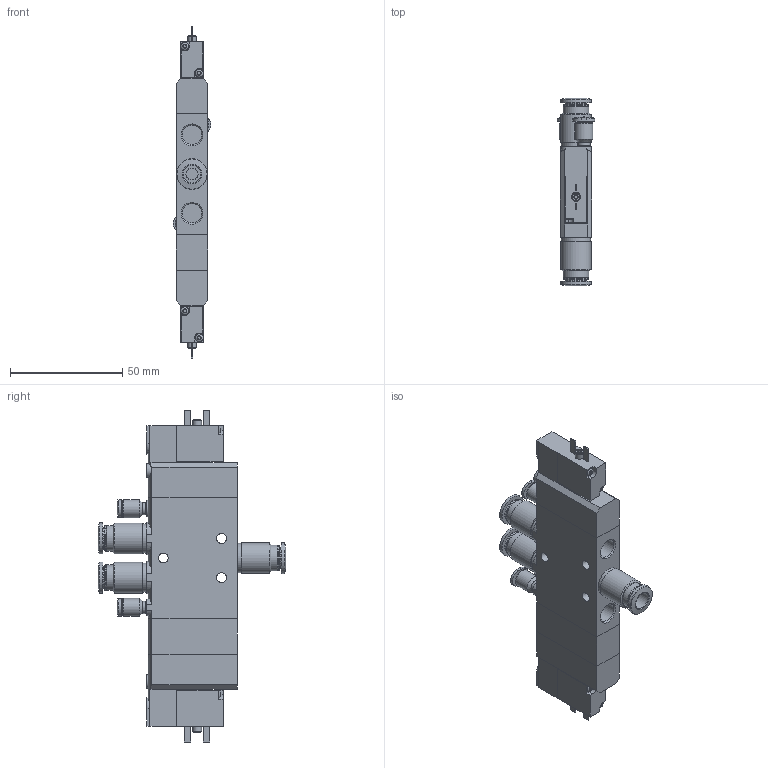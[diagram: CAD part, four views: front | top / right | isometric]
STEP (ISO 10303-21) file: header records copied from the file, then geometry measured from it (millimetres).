
FILE_DESCRIPTION(/* description */ ('STEP AP214'),/* implementation_level */ '2;1');
FILE_NAME(/* name */ '196898_CPE14-M1BH-5_3BS-QS-8',/* time_stamp */ '2024-08-06T17:49:26+02:00',/* author */ ('License CC BY-ND 4.0'),/* organization */ ('CADENAS'),/* preprocessor_version */ 'ST-DEVELOPER v19.3',/* originating_system */ 'PARTsolutions',/* authorisation */ ' ');
FILE_SCHEMA (('AUTOMOTIVE_DESIGN {1 0 10303 214 3 1 1}'));
Length unit declared in the file: millimetre
Products named in the file (6): 196898 CPE14-M1BH-5/3BS-QS-8; CPE14-...-5; 186109 QS-G1/8-8-I; CPE14-KMYZ9_M1BH; CPE14-ZWSTUECK_M1BH; 153312 QSM-M3-3-I
Assembly tree (9 placements, depth 2):
  196898 CPE14-M1BH-5/3BS-QS-8
    CPE14-...-5
    186109 QS-G1/8-8-I  x3
    CPE14-KMYZ9_M1BH  x2
    CPE14-ZWSTUECK_M1BH
    153312 QSM-M3-3-I  x2
Bounding box: 16.8 x 83.6 x 148 mm (x, y, z)
Volume: 70116.5 mm3; surface area: 28106.8 mm2
Topology: 9 solids, 9 shells, 455 faces, 1050 edges, 667 vertices
Faces by surface type: plane 202, cylinder 160, cone 72, torus 21
Full cylindrical faces by diameter (mm): 1.567 x2, 2 x2, 2.459 x4, 2.5 x2, 3 x4, 3.6 x4, 4 x2, 4.4 x5, 4.55 x2, 5.5 x4, 6 x2, 7.8 x2, 8 x5, 8.566 x5, 9.4 x3, 9.728 x3, 11.4 x6, 12.4 x6, 13 x3, 13.7 x3, 13.8 x3
Entity records: 6889 total; most frequent: CARTESIAN_POINT 1272, DIRECTION 1029, ORIENTED_EDGE 900, EDGE_CURVE 450, AXIS2_PLACEMENT_3D 407, EDGE_LOOP 332, FACE_BOUND 332, VERTEX_POINT 326
